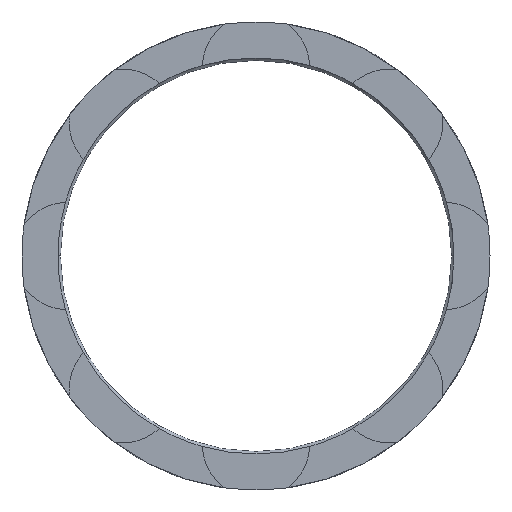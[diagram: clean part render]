
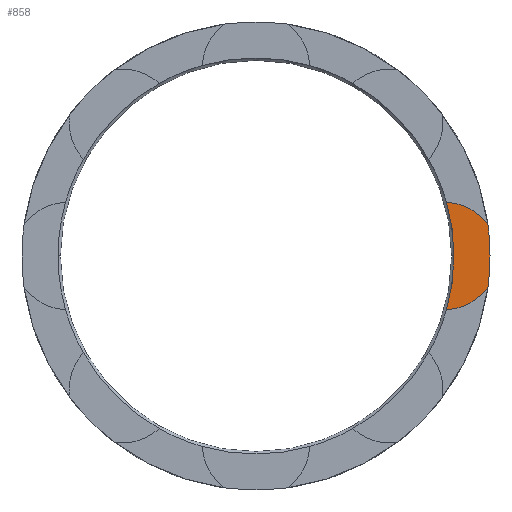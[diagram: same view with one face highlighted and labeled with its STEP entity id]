
A CAD part, top view. The second image highlights one B-rep face of the part: STEP entity #858.
In plain terms, the highlighted planar face has unit normal (0, 0, 1).
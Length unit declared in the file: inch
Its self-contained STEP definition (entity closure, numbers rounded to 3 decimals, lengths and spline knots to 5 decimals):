
#115 = VERTEX_POINT ( 'NONE', #513 ) ;
#116 = VERTEX_POINT ( 'NONE', #514 ) ;
#154 = EDGE_LOOP ( 'NONE', ( #314, #315, #303, #310, #293 ) ) ;
#293 = ORIENTED_EDGE ( 'NONE', *, *, #791, .T. ) ;
#303 = ORIENTED_EDGE ( 'NONE', *, *, #730, .T. ) ;
#310 = ORIENTED_EDGE ( 'NONE', *, *, #767, .T. ) ;
#314 = ORIENTED_EDGE ( 'NONE', *, *, #766, .T. ) ;
#315 = ORIENTED_EDGE ( 'NONE', *, *, #820, .T. ) ;
#463 = VERTEX_POINT ( 'NONE', #542 ) ;
#487 = VERTEX_POINT ( 'NONE', #564 ) ;
#490 = VERTEX_POINT ( 'NONE', #567 ) ;
#513 = CARTESIAN_POINT ( 'NONE',  ( 1.2417, 0.34967, 0.105 ) ) ;
#514 = CARTESIAN_POINT ( 'NONE',  ( 1.2417, -0.34967, 0.105 ) ) ;
#542 = CARTESIAN_POINT ( 'NONE',  ( 1.51138, -0.20332, 0.105 ) ) ;
#564 = CARTESIAN_POINT ( 'NONE',  ( 1.51138, 0.20332, 0.105 ) ) ;
#567 = CARTESIAN_POINT ( 'NONE',  ( 1.525, 0., 0.105 ) ) ;
#630 = CIRCLE ( 'NONE', #682, 1.29 ) ;
#676 = AXIS2_PLACEMENT_3D ( 'NONE', #1511, #1518, #1519 ) ;
#682 = AXIS2_PLACEMENT_3D ( 'NONE', #1371, #1372, #1373 ) ;
#730 = EDGE_CURVE ( 'NONE', #116, #463, #1014, .T. ) ;
#766 = EDGE_CURVE ( 'NONE', #487, #115, #1068, .T. ) ;
#767 = EDGE_CURVE ( 'NONE', #463, #490, #1061, .T. ) ;
#791 = EDGE_CURVE ( 'NONE', #490, #487, #1109, .T. ) ;
#820 = EDGE_CURVE ( 'NONE', #115, #116, #630, .T. ) ;
#858 = ADVANCED_FACE ( 'NONE', ( #1514 ), #1515, .T. ) ;
#1014 = CIRCLE ( 'NONE', #1017, 0.35 ) ;
#1017 = AXIS2_PLACEMENT_3D ( 'NONE', #1661, #1660, #1659 ) ;
#1061 = CIRCLE ( 'NONE', #1073, 1.525 ) ;
#1068 = CIRCLE ( 'NONE', #1069, 0.35 ) ;
#1069 = AXIS2_PLACEMENT_3D ( 'NONE', #1204, #1205, #1206 ) ;
#1073 = AXIS2_PLACEMENT_3D ( 'NONE', #1208, #1209, #1210 ) ;
#1109 = CIRCLE ( 'NONE', #1111, 1.525 ) ;
#1111 = AXIS2_PLACEMENT_3D ( 'NONE', #1287, #1288, #1289 ) ;
#1204 = CARTESIAN_POINT ( 'NONE',  ( 1.2265, 0., 0.105 ) ) ;
#1205 = DIRECTION ( 'NONE',  ( 0., 0., 1. ) ) ;
#1206 = DIRECTION ( 'NONE',  ( 1., 0., 0. ) ) ;
#1208 = CARTESIAN_POINT ( 'NONE',  ( 0., 0., 0.105 ) ) ;
#1209 = DIRECTION ( 'NONE',  ( 0., 0., 1. ) ) ;
#1210 = DIRECTION ( 'NONE',  ( -1., 0., 0. ) ) ;
#1287 = CARTESIAN_POINT ( 'NONE',  ( 0., 0., 0.105 ) ) ;
#1288 = DIRECTION ( 'NONE',  ( 0., 0., 1. ) ) ;
#1289 = DIRECTION ( 'NONE',  ( -1., 0., 0. ) ) ;
#1371 = CARTESIAN_POINT ( 'NONE',  ( 0., 0., 0.105 ) ) ;
#1372 = DIRECTION ( 'NONE',  ( 0., 0., -1. ) ) ;
#1373 = DIRECTION ( 'NONE',  ( -1., 0., 0. ) ) ;
#1511 = CARTESIAN_POINT ( 'NONE',  ( 0.61325, 0., 0.105 ) ) ;
#1514 = FACE_OUTER_BOUND ( 'NONE', #154, .T. ) ;
#1515 = PLANE ( 'NONE',  #676 ) ;
#1518 = DIRECTION ( 'NONE',  ( 0., 0., 1. ) ) ;
#1519 = DIRECTION ( 'NONE',  ( 1., 0., 0. ) ) ;
#1659 = DIRECTION ( 'NONE',  ( 1., 0., 0. ) ) ;
#1660 = DIRECTION ( 'NONE',  ( 0., 0., 1. ) ) ;
#1661 = CARTESIAN_POINT ( 'NONE',  ( 1.2265, 0., 0.105 ) ) ;
